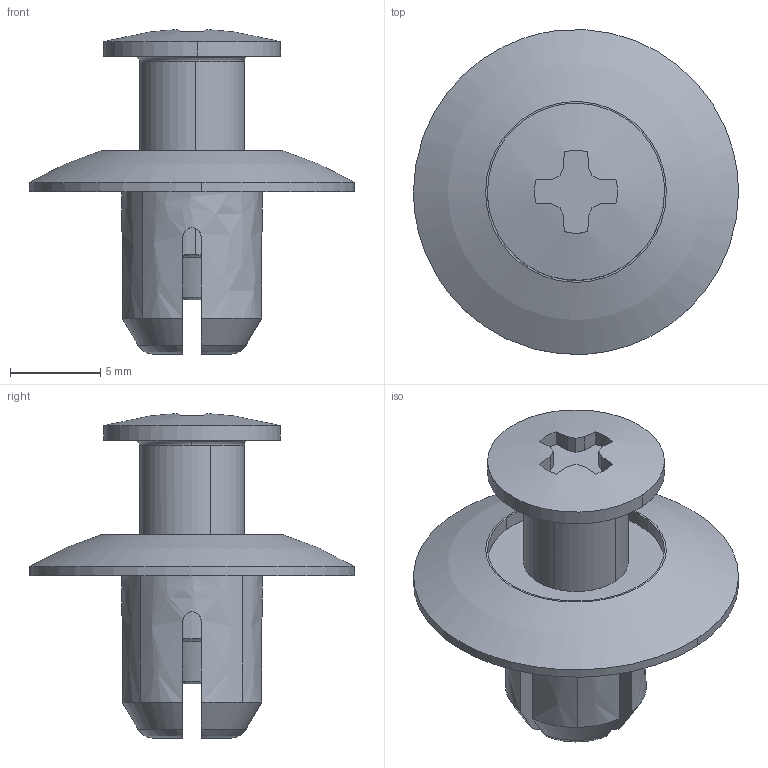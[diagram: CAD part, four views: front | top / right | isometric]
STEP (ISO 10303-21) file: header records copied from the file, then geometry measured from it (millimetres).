
FILE_DESCRIPTION((''),'2;1');
FILE_NAME('','2006-10-06T18:13:01',(''),(''),'','CADfix','');
FILE_SCHEMA(('AUTOMOTIVE_DESIGN'));
Length unit declared in the file: millimetre
Products named in the file (3): pin; grommet; TL_330_9_10979_36
Assembly tree (2 placements, depth 2):
  TL_330_9_10979_36
    pin
    grommet
Bounding box: 18 x 17.97 x 17.96 mm (x, y, z)
Volume: 823.2 mm3; surface area: 1385.6 mm2
Topology: 2 solids, 2 shells, 84 faces, 258 edges, 184 vertices
Faces by surface type: bspline 84
Entity records: 3475 total; most frequent: CARTESIAN_POINT 2003, ORIENTED_EDGE 516, EDGE_CURVE 258, VERTEX_POINT 184, QUASI_UNIFORM_CURVE 104, EDGE_LOOP 92, FACE_OUTER_BOUND 84, ADVANCED_FACE 84
